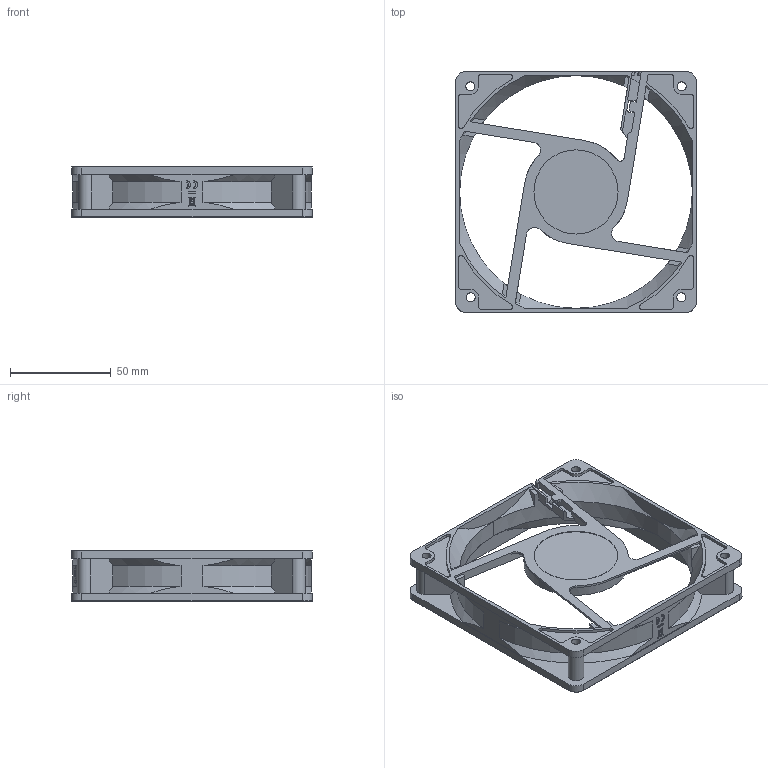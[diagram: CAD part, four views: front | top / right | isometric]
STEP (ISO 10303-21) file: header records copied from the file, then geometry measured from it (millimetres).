
FILE_DESCRIPTION (( 'STEP AP203' ), '1' );
FILE_NAME ('OA125EC_m0_frame.stp', '2022-04-27T16:31:03', ( '' ), ( '' ), 'SwSTEP 2.0', 'SolidWorks 2018', '' );
FILE_SCHEMA (( 'CONFIG_CONTROL_DESIGN' ));
Length unit declared in the file: millimetre
Products named in the file (1): OA125EC_m0_frame
Bounding box: 119.3 x 119.3 x 24.85 mm (x, y, z)
Volume: 44070.6 mm3; surface area: 45033.1 mm2
Topology: 1 solids, 1 shells, 717 faces, 1968 edges, 1300 vertices
Faces by surface type: plane 483, cylinder 183, cone 40, torus 8, bspline 3
Entity records: 24507 total; most frequent: CARTESIAN_POINT 7277, ORIENTED_EDGE 3936, DIRECTION 3260, EDGE_CURVE 1968, VERTEX_POINT 1300, AXIS2_PLACEMENT_3D 1217, VECTOR 826, LINE 826
